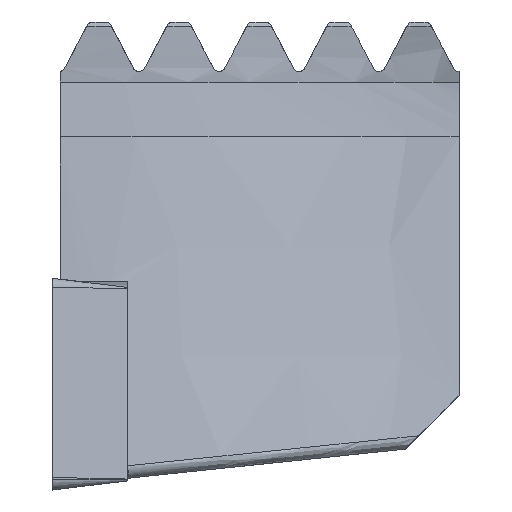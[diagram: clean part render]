
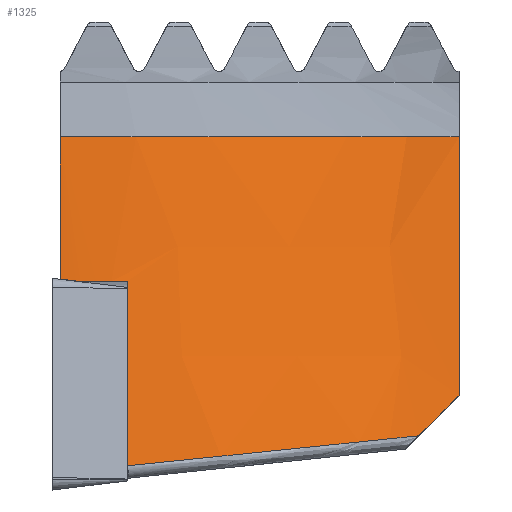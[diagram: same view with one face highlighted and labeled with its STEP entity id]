
A CAD part, left-side view. The second image highlights one B-rep face of the part: STEP entity #1325.
In plain terms, the highlighted conical face has half-angle 10 degrees and reference radius 37.333 mm.
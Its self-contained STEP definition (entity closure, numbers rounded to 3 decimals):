
#1325=ADVANCED_FACE('NONE',(#3630),#3631,.T.);
#1523=EDGE_CURVE('NONE',#2517,#1539,#3851,.T.);
#1539=VERTEX_POINT('NONE',#3869);
#1669=VERTEX_POINT('NONE',#4010);
#1685=EDGE_CURVE('NONE',#2581,#1669,#4030,.T.);
#1881=VERTEX_POINT('NONE',#4245);
#1929=EDGE_CURVE('NONE',#3371,#2581,#4297,.T.);
#1985=EDGE_CURVE('NONE',#3295,#1539,#4358,.F.);
#1997=EDGE_CURVE('NONE',#1881,#3057,#4370,.T.);
#2129=EDGE_CURVE('NONE',#2517,#1669,#4515,.F.);
#2511=EDGE_CURVE('NONE',#3371,#3019,#4932,.T.);
#2517=VERTEX_POINT('NONE',#4938);
#2521=EDGE_CURVE('NONE',#1881,#3295,#4942,.T.);
#2581=VERTEX_POINT('NONE',#5009);
#2797=EDGE_CURVE('NONE',#3019,#3057,#5247,.F.);
#3019=VERTEX_POINT('NONE',#5488);
#3057=VERTEX_POINT('NONE',#5527);
#3295=VERTEX_POINT('NONE',#5783);
#3371=VERTEX_POINT('NONE',#5869);
#3630=FACE_OUTER_BOUND('',#6278,.T.);
#3631=CONICAL_SURFACE('',#6279,37.333,0.175);
#3851=B_SPLINE_CURVE_WITH_KNOTS('',3,(#6716,#6717,#6718,#6719,#6720,#6721,#6722,#6723,#6724,#6725,#6726,#6727,#6728),.UNSPECIFIED.,.F.,.F.,(4,3,3,3,4),(0.0,0.2,0.734,0.833,1.0),.UNSPECIFIED.);
#3869=CARTESIAN_POINT('',(10.71,-27.425,4.065));
#4010=CARTESIAN_POINT('',(1.064,-5.56,1.814));
#4030=(B_SPLINE_CURVE(2,(#7021,#7022,#7023),.UNSPECIFIED.,.F.,.F.)B_SPLINE_CURVE_WITH_KNOTS((3,3),(1.325,15.366),.UNSPECIFIED.)RATIONAL_B_SPLINE_CURVE((1.,1.001,1.))BOUNDED_CURVE()REPRESENTATION_ITEM('')GEOMETRIC_REPRESENTATION_ITEM()CURVE());
#4245=CARTESIAN_POINT('',(19.254,-30.46,26.478));
#4297=CIRCLE('',#7542,40.8);
#4358=ELLIPSE('',#7630,69.47,48.353);
#4370=CIRCLE('',#7651,38.889);
#4515=CIRCLE('',#7865,43.238);
#4932=ELLIPSE('',#9550,41.048,40.776);
#4938=CARTESIAN_POINT('',(1.07,-5.612,1.814));
#4942=(B_SPLINE_CURVE(2,(#9572,#9573,#9574),.UNSPECIFIED.,.F.,.F.)B_SPLINE_CURVE_WITH_KNOTS((3,3),(1.446,21.463),.UNSPECIFIED.)RATIONAL_B_SPLINE_CURVE((1.,1.002,1.))BOUNDED_CURVE()REPRESENTATION_ITEM('')GEOMETRIC_REPRESENTATION_ITEM()CURVE());
#5009=CARTESIAN_POINT('',(3.52,-5.56,15.64));
#5247=LINE('',#10042,#10043);
#5488=CARTESIAN_POINT('',(3.23,-0.56,15.811));
#5527=CARTESIAN_POINT('',(5.111,-0.56,26.478));
#5783=CARTESIAN_POINT('',(14.171,-30.46,7.1));
#5869=CARTESIAN_POINT('',(3.231,-2.06,15.64));
#6278=EDGE_LOOP('',(#11292,#11293,#11294,#11295,#11296,#11297,#11298,#11299,#11300));
#6279=AXIS2_PLACEMENT_3D('',#11301,#11302,#11303);
#6716=CARTESIAN_POINT('',(1.07,-5.612,1.814));
#6717=CARTESIAN_POINT('',(1.291,-7.205,1.979));
#6718=CARTESIAN_POINT('',(1.6,-8.788,2.142));
#6719=CARTESIAN_POINT('',(1.996,-10.348,2.303));
#6720=CARTESIAN_POINT('',(3.055,-14.513,2.733));
#6721=CARTESIAN_POINT('',(4.737,-18.521,3.146));
#6722=CARTESIAN_POINT('',(6.972,-22.196,3.526));
#6723=CARTESIAN_POINT('',(7.389,-22.881,3.596));
#6724=CARTESIAN_POINT('',(7.825,-23.555,3.666));
#6725=CARTESIAN_POINT('',(8.279,-24.216,3.734));
#6726=CARTESIAN_POINT('',(9.039,-25.322,3.848));
#6727=CARTESIAN_POINT('',(9.85,-26.394,3.958));
#6728=CARTESIAN_POINT('',(10.71,-27.425,4.065));
#7021=CARTESIAN_POINT('',(3.52,-5.56,15.64));
#7022=CARTESIAN_POINT('',(2.328,-5.56,8.931));
#7023=CARTESIAN_POINT('',(1.064,-5.56,1.814));
#7542=AXIS2_PLACEMENT_3D('',#12098,#12099,#12100);
#7630=AXIS2_PLACEMENT_3D('',#12169,#12170,#12171);
#7651=AXIS2_PLACEMENT_3D('',#12176,#12177,#12178);
#7865=AXIS2_PLACEMENT_3D('',#12350,#12351,#12352);
#9550=AXIS2_PLACEMENT_3D('',#12807,#12808,#12809);
#9572=CARTESIAN_POINT('',(19.254,-30.46,26.478));
#9573=CARTESIAN_POINT('',(16.819,-30.46,17.692));
#9574=CARTESIAN_POINT('',(14.171,-30.46,7.1));
#10042=CARTESIAN_POINT('',(4.171,-0.56,21.145));
#10043=VECTOR('',#13181,1.0);
#11292=ORIENTED_EDGE('',*,*,#1985,.F.);
#11293=ORIENTED_EDGE('',*,*,#2521,.F.);
#11294=ORIENTED_EDGE('',*,*,#1997,.T.);
#11295=ORIENTED_EDGE('',*,*,#2797,.F.);
#11296=ORIENTED_EDGE('',*,*,#2511,.F.);
#11297=ORIENTED_EDGE('',*,*,#1929,.T.);
#11298=ORIENTED_EDGE('',*,*,#1685,.T.);
#11299=ORIENTED_EDGE('',*,*,#2129,.F.);
#11300=ORIENTED_EDGE('',*,*,#1523,.T.);
#11301=CARTESIAN_POINT('',(44.0,-0.46,35.3));
#11302=DIRECTION('',(0.,0.,-1.0));
#11303=DIRECTION('',(0.,1.0,0.));
#12098=CARTESIAN_POINT('',(44.0,-0.46,15.64));
#12099=DIRECTION('',(0.,0.,1.0));
#12100=DIRECTION('',(0.,1.0,0.));
#12169=CARTESIAN_POINT('',(44.0,8.202,-31.562));
#12170=DIRECTION('',(0.,0.707,0.707));
#12171=DIRECTION('',(0.,-0.707,0.707));
#12176=CARTESIAN_POINT('',(44.0,-0.46,26.478));
#12177=DIRECTION('',(0.,0.,-1.0));
#12178=DIRECTION('',(0.,1.0,0.));
#12350=CARTESIAN_POINT('',(44.0,-0.46,1.814));
#12351=DIRECTION('',(0.,0.,1.0));
#12352=DIRECTION('',(0.,1.0,0.));
#12807=CARTESIAN_POINT('',(44.,-1.279,15.729));
#12808=DIRECTION('',(0.,0.113,-0.994));
#12809=DIRECTION('',(0.,-0.994,-0.113));
#13181=DIRECTION('',(-0.174,0.,-0.985));
